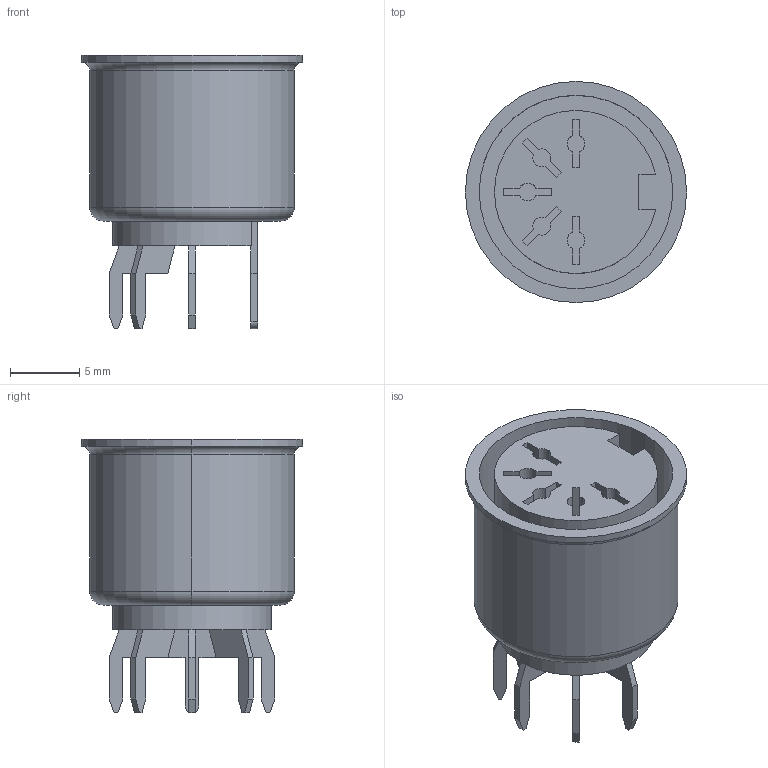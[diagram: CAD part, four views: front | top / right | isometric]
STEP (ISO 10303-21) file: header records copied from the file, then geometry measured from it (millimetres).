
FILE_DESCRIPTION (( 'STEP AP203' ), '1' );
FILE_NAME ('CUI_DEVICES_SD-50BV.step', '2019-10-20T23:57:00', ( '' ), ( '' ), 'SwSTEP 2.0', 'SolidWorks 2019', '' );
FILE_SCHEMA (( 'CONFIG_CONTROL_DESIGN' ));
Length unit declared in the file: inch
Products named in the file (1): CUI_DEVICES_SD-50BV
Bounding box: 16 x 16 x 19.8 mm (x, y, z)
Volume: 1956.5 mm3; surface area: 1786.1 mm2
Topology: 1 solids, 1 shells, 130 faces, 339 edges, 224 vertices
Faces by surface type: plane 103, cylinder 23, torus 4
Entity records: 4026 total; most frequent: CARTESIAN_POINT 694, ORIENTED_EDGE 678, DIRECTION 653, EDGE_CURVE 339, VECTOR 287, LINE 287, VERTEX_POINT 224, AXIS2_PLACEMENT_3D 183
